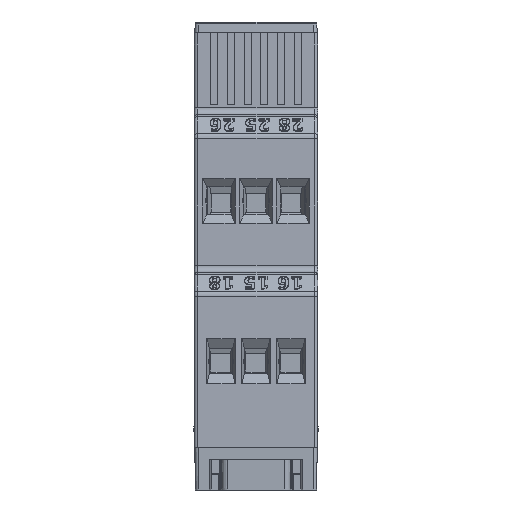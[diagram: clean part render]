
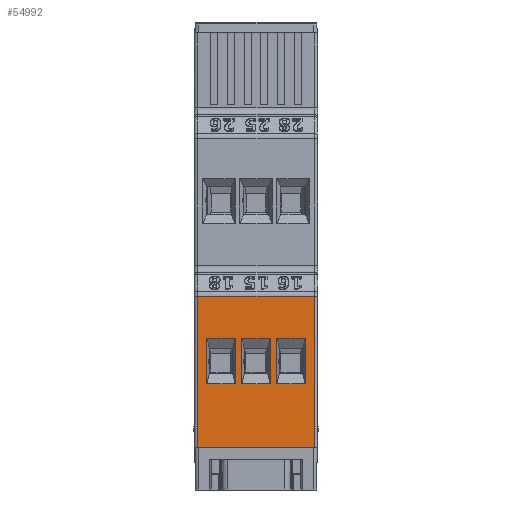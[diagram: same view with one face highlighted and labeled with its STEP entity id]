
A CAD part, left-side view. The second image highlights one B-rep face of the part: STEP entity #54992.
In plain terms, the highlighted face is planar.
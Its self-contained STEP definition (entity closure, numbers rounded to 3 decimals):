
#54992=ADVANCED_FACE('',(#124559,#124561,#124563,#124565),#124567,.T.);
#124559=FACE_BOUND('',#124560,.T.);
#124560=EDGE_LOOP('',(#188389,#188390,#188391,#188392));
#124561=FACE_BOUND('',#124562,.T.);
#124562=EDGE_LOOP('',(#188393,#188394,#188395,#188396));
#124563=FACE_BOUND('',#124564,.T.);
#124564=EDGE_LOOP('',(#188397,#188398,#188399,#188400));
#124565=FACE_BOUND('',#124566,.T.);
#124566=EDGE_LOOP('',(#188401,#188402,#188403,#188404));
#124567=PLANE('',#124568);
#124568=AXIS2_PLACEMENT_3D('',#124569,#124570,#124571);
#124569=CARTESIAN_POINT('',(45.237,-8.4,-3.435));
#124570=DIRECTION('',(1.,0.,0.005));
#124571=DIRECTION('',(0.,-1.,0.));
#188389=ORIENTED_EDGE('',*,*,#223441,.T.);
#188390=ORIENTED_EDGE('',*,*,#222660,.F.);
#188391=ORIENTED_EDGE('',*,*,#222651,.F.);
#188392=ORIENTED_EDGE('',*,*,#222774,.F.);
#188393=ORIENTED_EDGE('',*,*,#223442,.F.);
#188394=ORIENTED_EDGE('',*,*,#223443,.T.);
#188395=ORIENTED_EDGE('',*,*,#223444,.F.);
#188396=ORIENTED_EDGE('',*,*,#223445,.T.);
#188397=ORIENTED_EDGE('',*,*,#223446,.F.);
#188398=ORIENTED_EDGE('',*,*,#223447,.F.);
#188399=ORIENTED_EDGE('',*,*,#223448,.F.);
#188400=ORIENTED_EDGE('',*,*,#223449,.F.);
#188401=ORIENTED_EDGE('',*,*,#223450,.F.);
#188402=ORIENTED_EDGE('',*,*,#223451,.F.);
#188403=ORIENTED_EDGE('',*,*,#223452,.F.);
#188404=ORIENTED_EDGE('',*,*,#223453,.F.);
#222651=EDGE_CURVE('',#260255,#260256,#260257,.T.);
#222660=EDGE_CURVE('',#260256,#260271,#260272,.T.);
#222774=EDGE_CURVE('',#260437,#260255,#260440,.T.);
#223441=EDGE_CURVE('',#260437,#260271,#261664,.T.);
#223442=EDGE_CURVE('',#261665,#261666,#261667,.T.);
#223443=EDGE_CURVE('',#261665,#261668,#261669,.T.);
#223444=EDGE_CURVE('',#261670,#261668,#261671,.T.);
#223445=EDGE_CURVE('',#261670,#261666,#261672,.T.);
#223446=EDGE_CURVE('',#261673,#261674,#261675,.T.);
#223447=EDGE_CURVE('',#261676,#261673,#261677,.T.);
#223448=EDGE_CURVE('',#261678,#261676,#261679,.T.);
#223449=EDGE_CURVE('',#261674,#261678,#261680,.T.);
#223450=EDGE_CURVE('',#261681,#261682,#261683,.T.);
#223451=EDGE_CURVE('',#261684,#261681,#261685,.T.);
#223452=EDGE_CURVE('',#261686,#261684,#261687,.T.);
#223453=EDGE_CURVE('',#261682,#261686,#261688,.T.);
#260255=VERTEX_POINT('',#355140);
#260256=VERTEX_POINT('',#355141);
#260257=LINE('',#355142,#355143);
#260271=VERTEX_POINT('',#355177);
#260272=LINE('',#355178,#355179);
#260437=VERTEX_POINT('',#355617);
#260440=LINE('',#355626,#355627);
#261664=LINE('',#358340,#358341);
#261665=VERTEX_POINT('',#358343);
#261666=VERTEX_POINT('',#358344);
#261667=LINE('',#358345,#358346);
#261668=VERTEX_POINT('',#358348);
#261669=LINE('',#358349,#358350);
#261670=VERTEX_POINT('',#358352);
#261671=LINE('',#358353,#358354);
#261672=LINE('',#358356,#358357);
#261673=VERTEX_POINT('',#358359);
#261674=VERTEX_POINT('',#358360);
#261675=LINE('',#358361,#358362);
#261676=VERTEX_POINT('',#358364);
#261677=LINE('',#358365,#358366);
#261678=VERTEX_POINT('',#358368);
#261679=LINE('',#358369,#358370);
#261680=LINE('',#358372,#358373);
#261681=VERTEX_POINT('',#358375);
#261682=VERTEX_POINT('',#358376);
#261683=LINE('',#358377,#358378);
#261684=VERTEX_POINT('',#358380);
#261685=LINE('',#358381,#358382);
#261686=VERTEX_POINT('',#358384);
#261687=LINE('',#358385,#358386);
#261688=LINE('',#358388,#358389);
#355140=CARTESIAN_POINT('',(45.35,8.35,-25.023));
#355141=CARTESIAN_POINT('',(45.35,-8.35,-25.023));
#355142=CARTESIAN_POINT('',(45.35,8.35,-25.023));
#355143=VECTOR('',#355144,1.);
#355144=DIRECTION('',(0.,-1.,0.));
#355177=CARTESIAN_POINT('',(45.237,-8.35,-3.435));
#355178=CARTESIAN_POINT('',(45.35,-8.35,-25.023));
#355179=VECTOR('',#355180,1.);
#355180=DIRECTION('',(-0.005,0.,1.));
#355617=CARTESIAN_POINT('',(45.237,8.35,-3.435));
#355626=CARTESIAN_POINT('',(45.237,8.35,-3.435));
#355627=VECTOR('',#355628,1.);
#355628=DIRECTION('',(0.005,0.,-1.));
#358340=CARTESIAN_POINT('',(45.237,8.35,-3.435));
#358341=VECTOR('',#358342,1.);
#358342=DIRECTION('',(0.,-1.,0.));
#358343=CARTESIAN_POINT('',(45.303,-2.986,-15.962));
#358344=CARTESIAN_POINT('',(45.269,-2.986,-9.505));
#358345=CARTESIAN_POINT('',(45.303,-2.986,-15.962));
#358346=VECTOR('',#358347,1.);
#358347=DIRECTION('',(-0.005,0.,1.));
#358348=CARTESIAN_POINT('',(45.303,-7.014,-15.962));
#358349=CARTESIAN_POINT('',(45.303,-2.986,-15.962));
#358350=VECTOR('',#358351,1.);
#358351=DIRECTION('',(0.,-1.,0.));
#358352=CARTESIAN_POINT('',(45.269,-7.014,-9.505));
#358353=CARTESIAN_POINT('',(45.269,-7.014,-9.505));
#358354=VECTOR('',#358355,1.);
#358355=DIRECTION('',(0.005,0.,-1.));
#358356=CARTESIAN_POINT('',(45.269,-7.014,-9.505));
#358357=VECTOR('',#358358,1.);
#358358=DIRECTION('',(0.,1.,0.));
#358359=CARTESIAN_POINT('',(45.269,-2.014,-9.505));
#358360=CARTESIAN_POINT('',(45.303,-2.014,-15.962));
#358361=CARTESIAN_POINT('',(45.269,-2.014,-9.505));
#358362=VECTOR('',#358363,1.);
#358363=DIRECTION('',(0.005,0.,-1.));
#358364=CARTESIAN_POINT('',(45.269,2.014,-9.505));
#358365=CARTESIAN_POINT('',(45.269,2.014,-9.505));
#358366=VECTOR('',#358367,1.);
#358367=DIRECTION('',(0.,-1.,0.));
#358368=CARTESIAN_POINT('',(45.303,2.014,-15.962));
#358369=CARTESIAN_POINT('',(45.303,2.014,-15.962));
#358370=VECTOR('',#358371,1.);
#358371=DIRECTION('',(-0.005,0.,1.));
#358372=CARTESIAN_POINT('',(45.303,-2.014,-15.962));
#358373=VECTOR('',#358374,1.);
#358374=DIRECTION('',(0.,1.,0.));
#358375=CARTESIAN_POINT('',(45.269,7.014,-9.505));
#358376=CARTESIAN_POINT('',(45.269,2.986,-9.505));
#358377=CARTESIAN_POINT('',(45.269,7.014,-9.505));
#358378=VECTOR('',#358379,1.);
#358379=DIRECTION('',(0.,-1.,0.));
#358380=CARTESIAN_POINT('',(45.303,7.014,-15.962));
#358381=CARTESIAN_POINT('',(45.303,7.014,-15.962));
#358382=VECTOR('',#358383,1.);
#358383=DIRECTION('',(-0.005,0.,1.));
#358384=CARTESIAN_POINT('',(45.303,2.986,-15.962));
#358385=CARTESIAN_POINT('',(45.303,2.986,-15.962));
#358386=VECTOR('',#358387,1.);
#358387=DIRECTION('',(0.,1.,0.));
#358388=CARTESIAN_POINT('',(45.269,2.986,-9.505));
#358389=VECTOR('',#358390,1.);
#358390=DIRECTION('',(0.005,0.,-1.));
